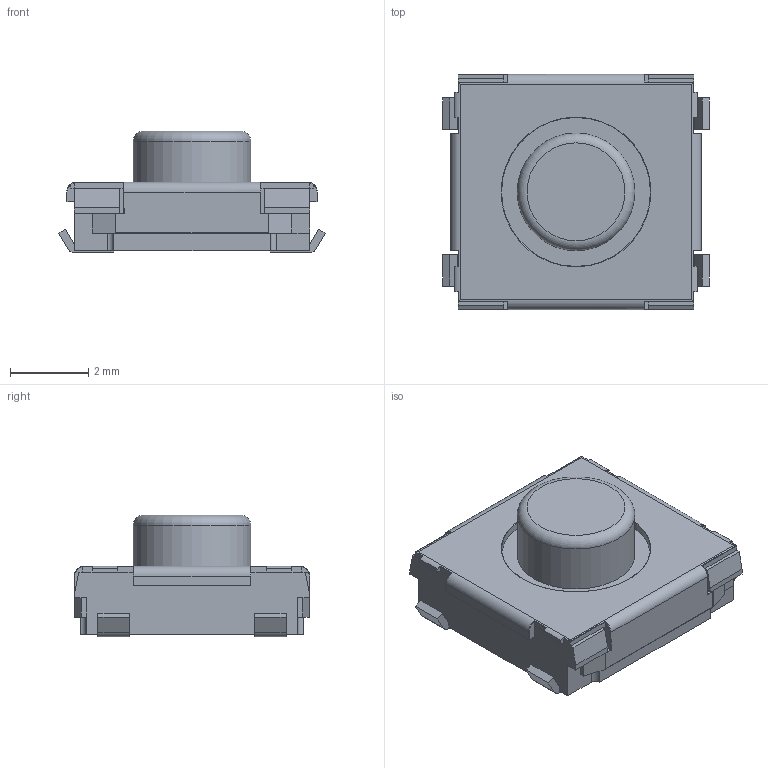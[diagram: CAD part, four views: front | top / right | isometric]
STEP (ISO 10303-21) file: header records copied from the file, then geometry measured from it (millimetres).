
FILE_DESCRIPTION(/* description */ (''),/* implementation_level */ '2;1');
FILE_NAME(/* name */ 'Panasonic - EVQQ2.step',/* time_stamp */ '2019-12-04T17:40:41+00:00',/* author */ (''),/* organization */ (''),/* preprocessor_version */ 'ST-DEVELOPER v18',/* originating_system */ 'Autodesk Translation Framework v8.12.0.6',/* authorisation */ '');
FILE_SCHEMA (('AUTOMOTIVE_DESIGN { 1 0 10303 214 3 1 1 }'));
Length unit declared in the file: millimetre
Products named in the file (1): Panasonic - EVQQ2
Bounding box: 6.8 x 6 x 3.1 mm (x, y, z)
Volume: 69.2 mm3; surface area: 137.7 mm2
Topology: 1 solids, 1 shells, 223 faces, 596 edges, 378 vertices
Faces by surface type: plane 141, cylinder 58, torus 18, bspline 6
Full cylindrical faces by diameter (mm): 3 x1, 3.8 x1
Entity records: 7317 total; most frequent: CARTESIAN_POINT 1702, ORIENTED_EDGE 1192, DIRECTION 1092, EDGE_CURVE 596, LINE 420, VECTOR 420, VERTEX_POINT 378, AXIS2_PLACEMENT_3D 336
